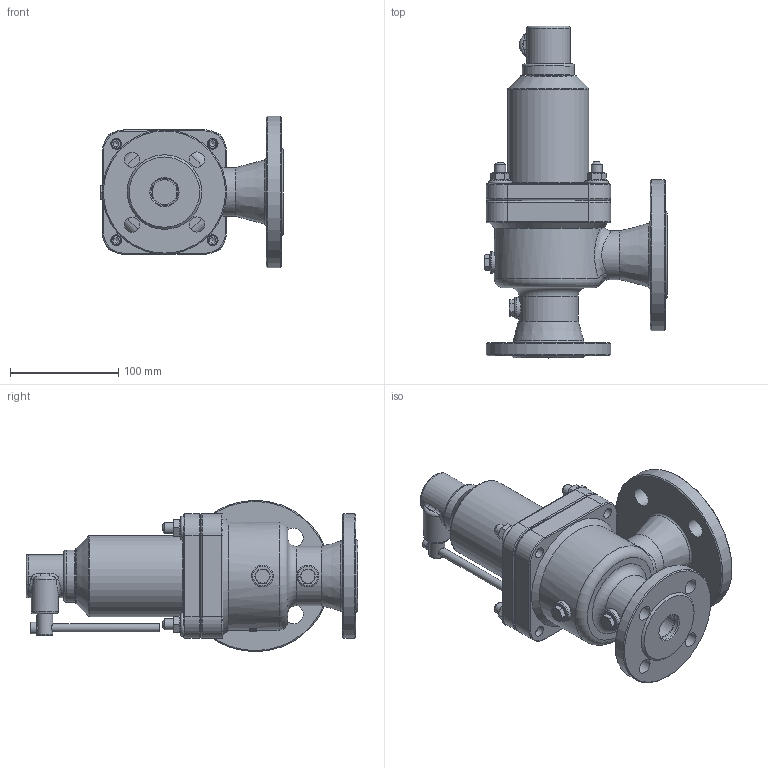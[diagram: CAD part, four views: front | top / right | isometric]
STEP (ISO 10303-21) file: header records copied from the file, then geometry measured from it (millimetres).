
FILE_DESCRIPTION(/* description */ (''),/* implementation_level */ '2;1');
FILE_NAME(/* name */ 'DN25_3D_STEP.stp',/* time_stamp */ '2024-03-15T00:51:37+03:00',/* author */ ('igorr'),/* organization */ (''),/* preprocessor_version */ 'ST-DEVELOPER v19.2',/* originating_system */ 'Autodesk Inventor 2023',/* authorisation */ '');
FILE_SCHEMA (('AUTOMOTIVE_DESIGN { 1 0 10303 214 3 1 1 }'));
Length unit declared in the file: millimetre
Products named in the file (7): Сборка; Деталь1; Деталь2; AS 1421 - M10 x 50 засверленный 
конец; DIN 6923 - M10; AS 1110 - M8 x 12; Деталь3
Assembly tree (13 placements, depth 2):
  Сборка
    Деталь1
    Деталь2
    AS 1421 - M10 x 50 засверленный 
конец  x4
    DIN 6923 - M10  x4
    AS 1110 - M8 x 12  x2
    Деталь3
Bounding box: 169.08 x 307 x 140.01 mm (x, y, z)
Volume: 1639830.4 mm3; surface area: 260867.3 mm2
Topology: 13 solids, 13 shells, 451 faces, 1061 edges, 667 vertices
Faces by surface type: plane 198, cylinder 101, cone 79, torus 38, bspline 35
Full cylindrical faces by diameter (mm): 7.5 x2, 8 x2, 8.376 x4, 10 x16, 10.806 x1, 13 x2, 14 x4, 15 x1, 18 x4, 20 x4, 23 x1, 25 x3, 30 x1, 31.852 x1, 32 x1, 35 x1, 40 x1, 45 x2, 48.154 x1, 50 x1, 55 x3, 60 x2, 75 x1, 85 x1, 112 x1, 115 x1, 140 x1
Entity records: 11515 total; most frequent: CARTESIAN_POINT 3669, DIRECTION 1553, ORIENTED_EDGE 1488, EDGE_CURVE 744, AXIS2_PLACEMENT_3D 644, VERTEX_POINT 475, EDGE_LOOP 389, CIRCLE 335
